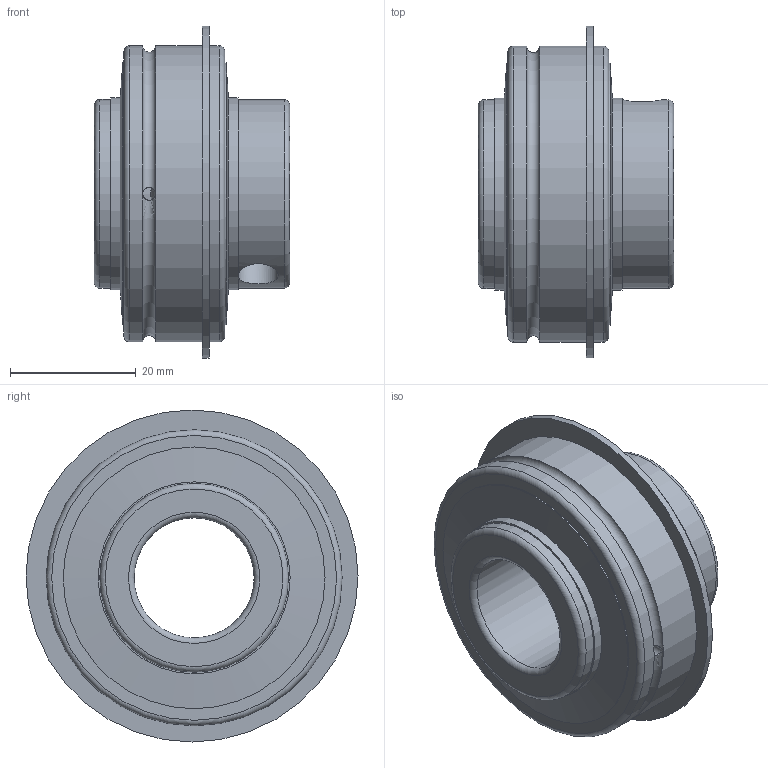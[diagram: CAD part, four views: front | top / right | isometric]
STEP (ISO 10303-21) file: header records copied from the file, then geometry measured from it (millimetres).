
FILE_DESCRIPTION(/* description */ ('Alibre Inc.'),/* implementation_level */ '2;1');
FILE_NAME(/* name */ 'export0',/* time_stamp */ '2018-06-21T16:44:41-07:00',/* author */ (''),/* organization */ (''),/* preprocessor_version */ 'ST-DEVELOPER v14',/* originating_system */ 'Alibre',/* authorisation */ '');
FILE_SCHEMA (('AUTOMOTIVE_DESIGN'));
Length unit declared in the file: centimetre
Bounding box: 31 x 52.7 x 52.7 mm (x, y, z)
Volume: 20870.9 mm3; surface area: 17770.3 mm2
Topology: 15 solids, 15 shells, 58 faces, 143 edges, 91 vertices
Faces by surface type: cylinder 21, plane 14, sphere 10, torus 9, cone 4
Full cylindrical faces by diameter (mm): 2.032 x2, 6.35 x2, 19.05 x1, 29.972 x4, 30.48 x2, 41.529 x2, 41.554 x2, 45.283 x1, 45.288 x1, 47 x3, 52.705 x1
Entity records: 1593 total; most frequent: CARTESIAN_POINT 552, DIRECTION 180, ORIENTED_EDGE 120, FACE_BOUND 110, EDGE_LOOP 100, AXIS2_PLACEMENT_3D 100, VERTEX_POINT 66, EDGE_CURVE 60
